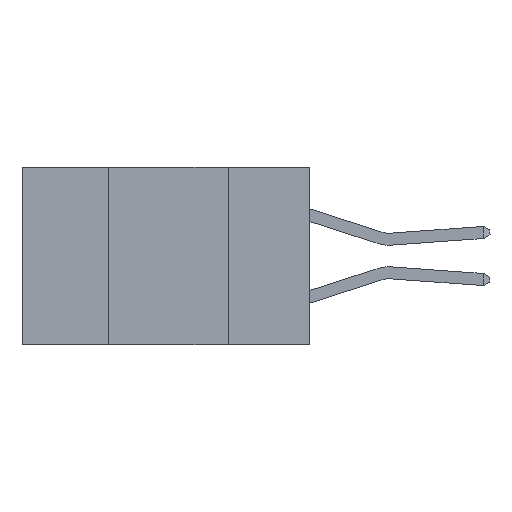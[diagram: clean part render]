
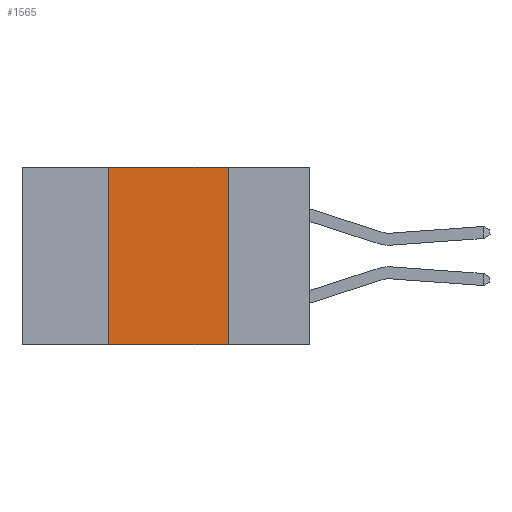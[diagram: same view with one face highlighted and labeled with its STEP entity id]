
A CAD part, left-side view. The second image highlights one B-rep face of the part: STEP entity #1565.
In plain terms, the highlighted planar face has unit normal (-1, 0, 0).
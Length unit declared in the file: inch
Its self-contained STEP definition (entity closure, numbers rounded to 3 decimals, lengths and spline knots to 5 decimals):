
#660 = CARTESIAN_POINT ( 'NONE',  ( 0., 0.42, 0. ) ) ;
#864 = EDGE_CURVE ( 'NONE', #11262, #6145, #6263, .T. ) ;
#960 = DIRECTION ( 'NONE',  ( 0., -1., 0. ) ) ;
#1061 = EDGE_LOOP ( 'NONE', ( #8517, #9129, #6260, #9470 ) ) ;
#1380 = LINE ( 'NONE', #5075, #5822 ) ;
#1541 = CARTESIAN_POINT ( 'NONE',  ( 0., 0.6, 0. ) ) ;
#1565 = ADVANCED_FACE ( 'NONE', ( #8058 ), #2382, .F. ) ;
#2382 = PLANE ( 'NONE',  #2672 ) ;
#2672 = AXIS2_PLACEMENT_3D ( 'NONE', #1541, #9870, #9579 ) ;
#2725 = VERTEX_POINT ( 'NONE', #660 ) ;
#3014 = DIRECTION ( 'NONE',  ( 0., 0., 1. ) ) ;
#3931 = LINE ( 'NONE', #4765, #10723 ) ;
#4765 = CARTESIAN_POINT ( 'NONE',  ( 0., 0.17, 0. ) ) ;
#4785 = CARTESIAN_POINT ( 'NONE',  ( 0., 0.42, 0. ) ) ;
#5075 = CARTESIAN_POINT ( 'NONE',  ( 0., 0.6, 0. ) ) ;
#5379 = EDGE_CURVE ( 'NONE', #9127, #6145, #3931, .T. ) ;
#5822 = VECTOR ( 'NONE', #5962, 39.37008 ) ;
#5962 = DIRECTION ( 'NONE',  ( 0., -1., 0. ) ) ;
#5987 = VECTOR ( 'NONE', #960, 39.37008 ) ;
#6058 = CARTESIAN_POINT ( 'NONE',  ( 0., 0.6, -0.37 ) ) ;
#6145 = VERTEX_POINT ( 'NONE', #6744 ) ;
#6260 = ORIENTED_EDGE ( 'NONE', *, *, #11139, .F. ) ;
#6263 = LINE ( 'NONE', #6058, #5987 ) ;
#6543 = DIRECTION ( 'NONE',  ( 0., 0., -1. ) ) ;
#6711 = CARTESIAN_POINT ( 'NONE',  ( 0., 0.42, -0.37 ) ) ;
#6744 = CARTESIAN_POINT ( 'NONE',  ( 0., 0.17, -0.37 ) ) ;
#7439 = CARTESIAN_POINT ( 'NONE',  ( 0., 0.17, 0. ) ) ;
#7850 = VECTOR ( 'NONE', #3014, 39.37008 ) ;
#8058 = FACE_OUTER_BOUND ( 'NONE', #1061, .T. ) ;
#8517 = ORIENTED_EDGE ( 'NONE', *, *, #5379, .F. ) ;
#9127 = VERTEX_POINT ( 'NONE', #7439 ) ;
#9129 = ORIENTED_EDGE ( 'NONE', *, *, #9314, .F. ) ;
#9314 = EDGE_CURVE ( 'NONE', #2725, #9127, #1380, .T. ) ;
#9470 = ORIENTED_EDGE ( 'NONE', *, *, #864, .T. ) ;
#9579 = DIRECTION ( 'NONE',  ( 0., 0., -1. ) ) ;
#9870 = DIRECTION ( 'NONE',  ( 1., 0., 0. ) ) ;
#10188 = LINE ( 'NONE', #4785, #7850 ) ;
#10723 = VECTOR ( 'NONE', #6543, 39.37008 ) ;
#11139 = EDGE_CURVE ( 'NONE', #11262, #2725, #10188, .T. ) ;
#11262 = VERTEX_POINT ( 'NONE', #6711 ) ;
